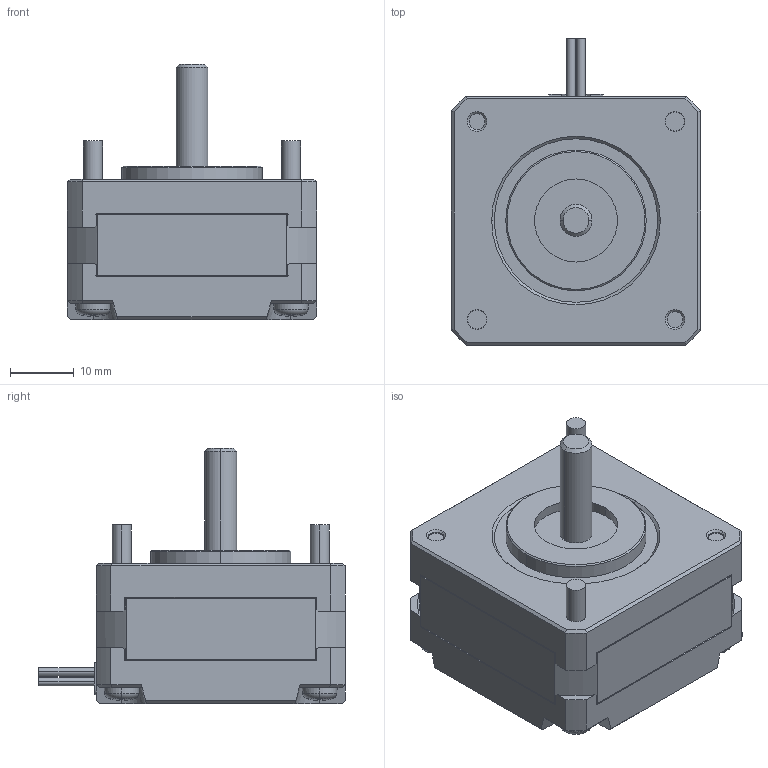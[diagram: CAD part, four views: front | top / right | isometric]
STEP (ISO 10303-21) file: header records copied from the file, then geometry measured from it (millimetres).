
FILE_DESCRIPTION(('Creo Elements/Direct Modeling STEP Export'),'2;1');
FILE_NAME('TS3216N28.stp','2014-07-05T15:15:28',(''),(''),'Creo Elements/Direct Modeling STEP processor for AP203 (Solid Model)','Creo Elements/Direct Modeling 17.0F 20-Aug-2012 (C) Parametric Technology GmbH','');
FILE_SCHEMA(('CONFIG_CONTROL_DESIGN'));
Length unit declared in the file: millimetre
Products named in the file (1): Skin_Group1
Bounding box: 39 x 48 x 40 mm (x, y, z)
Volume: 33344.7 mm3; surface area: 7384.8 mm2
Topology: 1 solids, 1 shells, 311 faces, 829 edges, 540 vertices
Faces by surface type: plane 155, cylinder 94, cone 46, sphere 8, torus 8
Entity records: 10151 total; most frequent: CARTESIAN_POINT 2202, ORIENTED_EDGE 1658, DIRECTION 1557, EDGE_CURVE 829, AXIS2_PLACEMENT_3D 567, VERTEX_POINT 540, VECTOR 423, LINE 423
